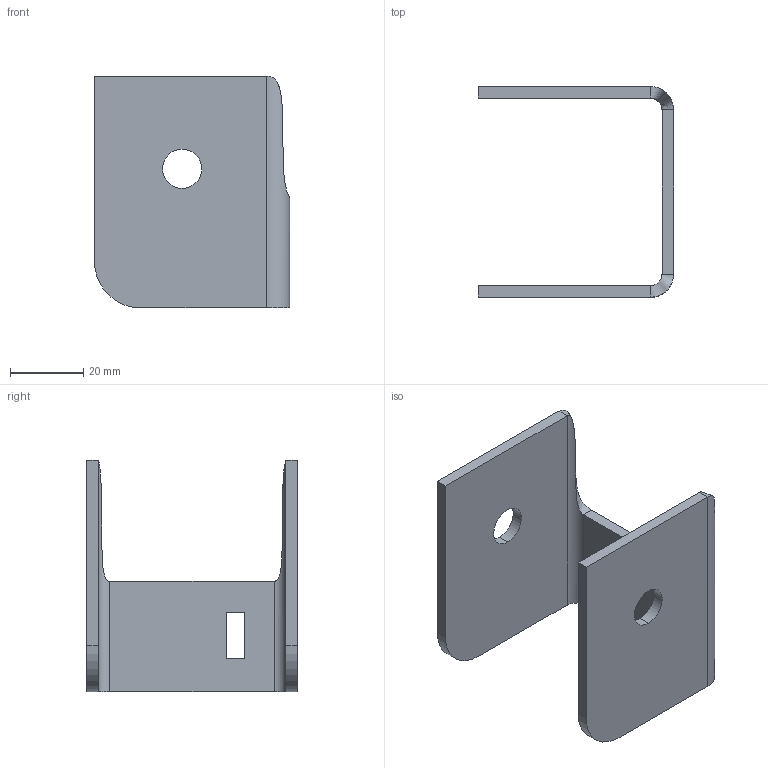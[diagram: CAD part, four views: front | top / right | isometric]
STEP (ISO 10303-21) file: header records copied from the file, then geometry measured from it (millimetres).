
FILE_DESCRIPTION (( 'STEP AP214' ), '1' );
FILE_NAME ('top sheet metal.STEP', '2026-01-29T12:12:47', ( 'FBC' ), ( '' ), 'SwSTEP 2.0', 'SolidWorks 2022', '' );
FILE_SCHEMA (( 'AUTOMOTIVE_DESIGN' ));
Length unit declared in the file: inch
Products named in the file (1): top sheet metal
Bounding box: 53.47 x 57.69 x 63.5 mm (x, y, z)
Volume: 24551.6 mm3; surface area: 17323.5 mm2
Topology: 1 solids, 1 shells, 32 faces, 74 edges, 44 vertices
Faces by surface type: plane 20, cylinder 10, bspline 2
Entity records: 1134 total; most frequent: CARTESIAN_POINT 369, ORIENTED_EDGE 148, DIRECTION 144, EDGE_CURVE 74, VECTOR 50, LINE 50, AXIS2_PLACEMENT_3D 47, VERTEX_POINT 44
